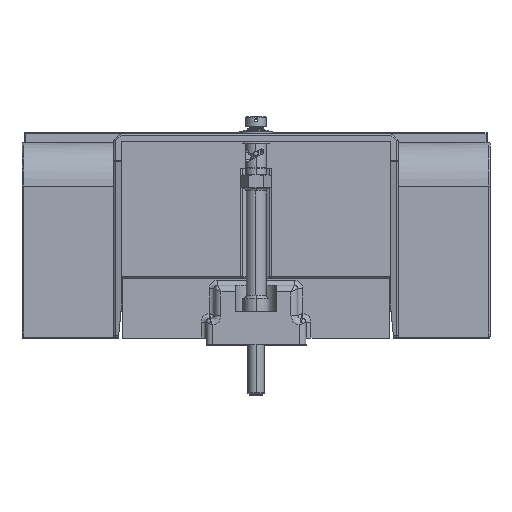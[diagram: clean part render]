
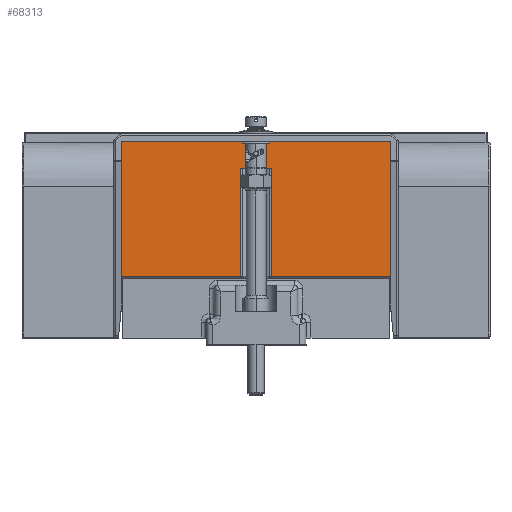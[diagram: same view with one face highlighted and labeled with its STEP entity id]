
A CAD part, top view. The second image highlights one B-rep face of the part: STEP entity #68313.
In plain terms, the highlighted planar face has unit normal (0, 0, 1).
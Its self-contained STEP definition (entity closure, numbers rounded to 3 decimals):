
#3518=DIRECTION('',(0.,-1.,0.));
#3519=VECTOR('',#3518,40.5);
#3520=CARTESIAN_POINT('',(-40.3,61.,75.5));
#3521=LINE('',#3520,#3519);
#7067=DIRECTION('',(0.,-1.,0.));
#7068=VECTOR('',#7067,40.5);
#7069=CARTESIAN_POINT('',(40.3,61.,75.5));
#7070=LINE('',#7069,#7068);
#7262=DIRECTION('',(-1.,0.,0.));
#7263=VECTOR('',#7262,35.782);
#7264=CARTESIAN_POINT('',(-4.518,20.5,75.5));
#7265=LINE('',#7264,#7263);
#7266=DIRECTION('',(-1.,0.,0.));
#7267=VECTOR('',#7266,35.782);
#7268=CARTESIAN_POINT('',(40.3,20.5,75.5));
#7269=LINE('',#7268,#7267);
#7270=DIRECTION('',(0.,-1.,0.));
#7271=VECTOR('',#7270,32.5);
#7272=CARTESIAN_POINT('',(4.518,53.,75.5));
#7273=LINE('',#7272,#7271);
#7274=DIRECTION('',(0.,1.,0.));
#7275=VECTOR('',#7274,32.5);
#7276=CARTESIAN_POINT('',(-4.518,20.5,75.5));
#7277=LINE('',#7276,#7275);
#7278=DIRECTION('',(1.,0.,0.));
#7279=VECTOR('',#7278,80.6);
#7280=CARTESIAN_POINT('',(-40.3,61.,75.5));
#7281=LINE('',#7280,#7279);
#39364=DIRECTION('',(1.,0.,0.));
#39365=VECTOR('',#39364,9.035);
#39366=CARTESIAN_POINT('',(-4.518,53.,75.5));
#39367=LINE('',#39366,#39365);
#57822=CARTESIAN_POINT('',(-40.3,61.,75.5));
#57823=CARTESIAN_POINT('',(40.3,61.,75.5));
#57824=VERTEX_POINT('',#57822);
#57825=VERTEX_POINT('',#57823);
#57838=CARTESIAN_POINT('',(-4.518,53.,75.5));
#57839=VERTEX_POINT('',#57838);
#57840=CARTESIAN_POINT('',(4.518,53.,75.5));
#57841=VERTEX_POINT('',#57840);
#59004=CARTESIAN_POINT('',(-4.518,20.5,75.5));
#59005=CARTESIAN_POINT('',(-40.3,20.5,75.5));
#59006=VERTEX_POINT('',#59004);
#59007=VERTEX_POINT('',#59005);
#59022=CARTESIAN_POINT('',(4.518,20.5,75.5));
#59023=VERTEX_POINT('',#59022);
#59026=CARTESIAN_POINT('',(40.3,20.5,75.5));
#59027=VERTEX_POINT('',#59026);
#68293=CARTESIAN_POINT('',(40.3,61.,75.5));
#68294=DIRECTION('',(0.,0.,1.));
#68295=DIRECTION('',(-1.,0.,0.));
#68296=AXIS2_PLACEMENT_3D('',#68293,#68294,#68295);
#68297=PLANE('',#68296);
#68298=ORIENTED_EDGE('',*,*,#68284,.T.);
#68299=ORIENTED_EDGE('',*,*,#65451,.F.);
#68301=ORIENTED_EDGE('',*,*,#68300,.T.);
#68302=ORIENTED_EDGE('',*,*,#68154,.T.);
#68304=ORIENTED_EDGE('',*,*,#68303,.T.);
#68306=ORIENTED_EDGE('',*,*,#68305,.F.);
#68308=ORIENTED_EDGE('',*,*,#68307,.F.);
#68310=ORIENTED_EDGE('',*,*,#68309,.F.);
#68311=EDGE_LOOP('',(#68298,#68299,#68301,#68302,#68304,#68306,#68308,#68310));
#68312=FACE_OUTER_BOUND('',#68311,.F.);
#68313=ADVANCED_FACE('',(#68312),#68297,.T.);
#65451=EDGE_CURVE('',#57824,#59007,#3521,.T.);
#68154=EDGE_CURVE('',#57825,#59027,#7070,.T.);
#68284=EDGE_CURVE('',#59006,#59007,#7265,.T.);
#68300=EDGE_CURVE('',#57824,#57825,#7281,.T.);
#68303=EDGE_CURVE('',#59027,#59023,#7269,.T.);
#68305=EDGE_CURVE('',#57841,#59023,#7273,.T.);
#68307=EDGE_CURVE('',#57839,#57841,#39367,.T.);
#68309=EDGE_CURVE('',#59006,#57839,#7277,.T.);
